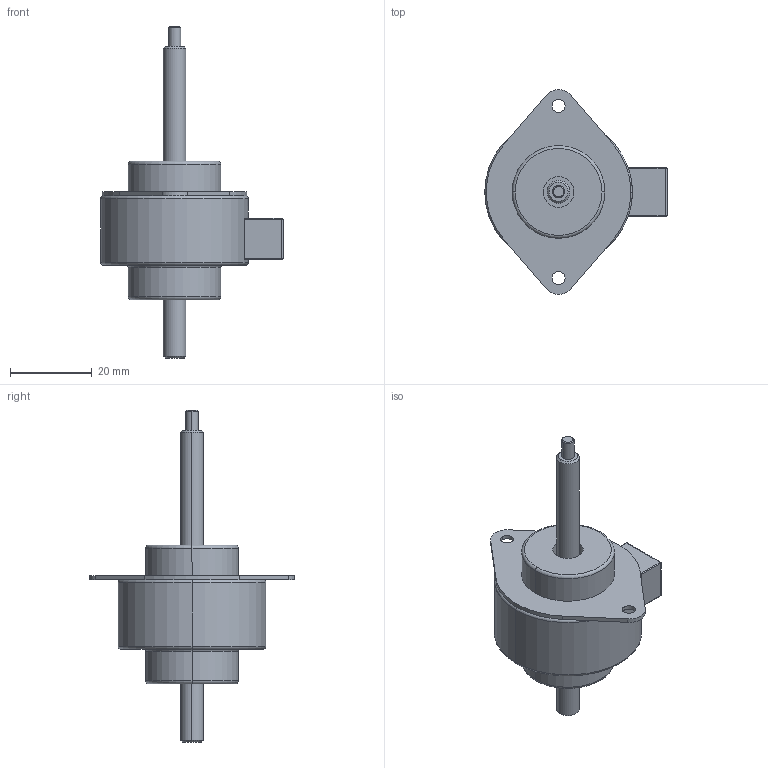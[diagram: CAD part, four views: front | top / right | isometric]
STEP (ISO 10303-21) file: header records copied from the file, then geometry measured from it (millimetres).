
FILE_DESCRIPTION (( 'STEP AP214' ), '1' );
FILE_NAME ('AMETEK-37343-05-76-NW.STEP', '2023-05-02T08:14:40', ( '' ), ( '' ), 'SwSTEP 2.0', 'SolidWorks 2022', '' );
FILE_SCHEMA (( 'AUTOMOTIVE_DESIGN' ));
Length unit declared in the file: millimetre
Products named in the file (3): G4 37000 Non-Captive Screw; AMETEK-37343-05-76-NW; G4 37000 Non-Captive_Fully Extended
Assembly tree (2 placements, depth 2):
  AMETEK-37343-05-76-NW
    G4 37000 Non-Captive_Fully Extended
    G4 37000 Non-Captive Screw
Bounding box: 44.5 x 50.01 x 81 mm (x, y, z)
Volume: 26024.2 mm3; surface area: 8585.7 mm2
Topology: 2 solids, 2 shells, 113 faces, 270 edges, 170 vertices
Faces by surface type: plane 60, cylinder 33, torus 12, cone 6, bspline 2
Entity records: 4012 total; most frequent: CARTESIAN_POINT 634, DIRECTION 584, ORIENTED_EDGE 536, EDGE_CURVE 268, AXIS2_PLACEMENT_3D 208, VERTEX_POINT 170, VECTOR 168, LINE 168
